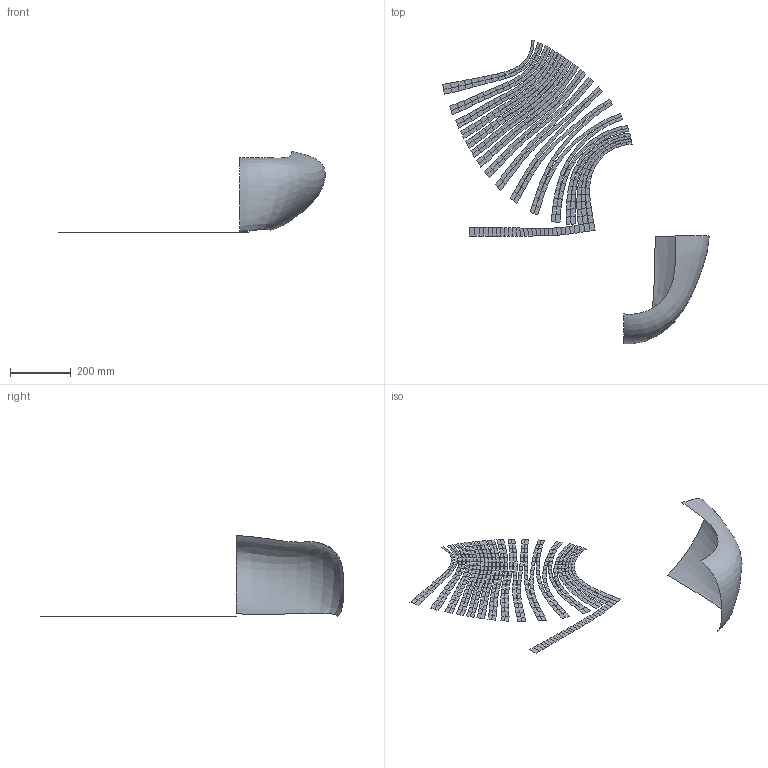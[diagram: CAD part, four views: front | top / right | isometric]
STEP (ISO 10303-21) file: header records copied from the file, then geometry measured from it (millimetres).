
FILE_DESCRIPTION(/* description */ (''),/* implementation_level */ '2;1');
FILE_NAME(/* name */ 'BIEGEN~1',/* time_stamp */ '2014-02-07T16:12:16+01:00',/* author */ (''),/* organization */ (''),/* preprocessor_version */ 'ST-DEVELOPER v14',/* originating_system */ '',/* authorisation */ '');
FILE_SCHEMA (('AUTOMOTIVE_DESIGN_CC2'));
Length unit declared in the file: millimetre
Products named in the file (1): Document
Bounding box: 879.55 x 1003.66 x 268.59 mm (x, y, z)
Surface area: 305734.6 mm2 (no closed solid volume)
Topology: 0 solids, 2 shells, 552 faces, 1656 edges, 1106 vertices
Faces by surface type: bspline 552
Entity records: 33183 total; most frequent: CARTESIAN_POINT 16024, B_SPLINE_CURVE_WITH_KNOTS 3864, ORIENTED_EDGE 2208, PCURVE 2208, DEFINITIONAL_REPRESENTATION 2208, SURFACE_CURVE 1656, EDGE_CURVE 1656, VERTEX_POINT 1106
